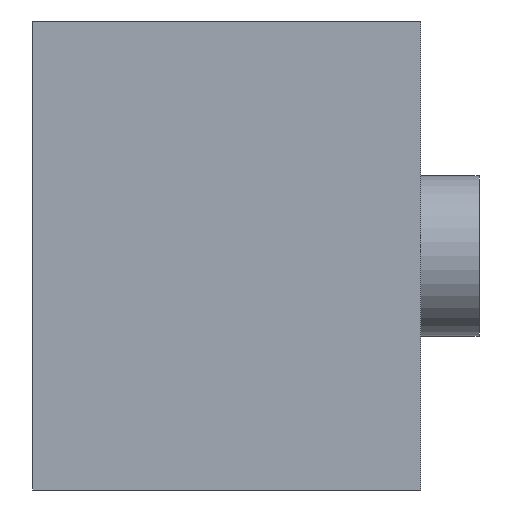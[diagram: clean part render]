
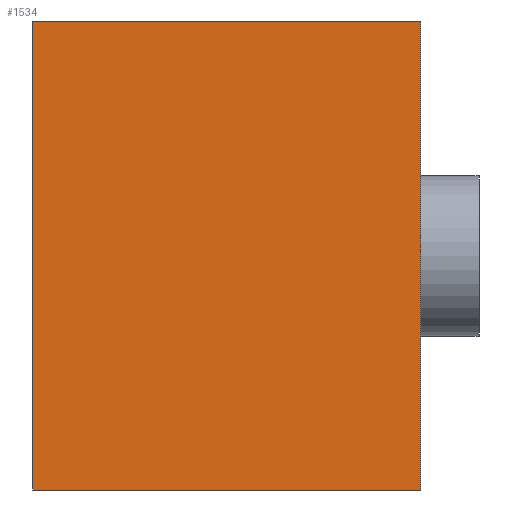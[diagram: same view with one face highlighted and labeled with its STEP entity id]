
A CAD part, left-side view. The second image highlights one B-rep face of the part: STEP entity #1534.
In plain terms, the highlighted planar face has unit normal (-1, 0, 0).
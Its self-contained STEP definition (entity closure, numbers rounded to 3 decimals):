
#18 = DIRECTION ( 'NONE',  ( 0., 0., 1. ) ) ;
#29 = VERTEX_POINT ( 'NONE', #1317 ) ;
#215 = CARTESIAN_POINT ( 'NONE',  ( -245., -265., 160. ) ) ;
#238 = DIRECTION ( 'NONE',  ( 0., 1., 0. ) ) ;
#303 = LINE ( 'NONE', #765, #1597 ) ;
#318 = DIRECTION ( 'NONE',  ( -1., 0., 0. ) ) ;
#331 = CARTESIAN_POINT ( 'NONE',  ( -245., -265., -160. ) ) ;
#340 = VECTOR ( 'NONE', #1233, 1000. ) ;
#347 = ORIENTED_EDGE ( 'NONE', *, *, #576, .F. ) ;
#401 = DIRECTION ( 'NONE',  ( 0., 1., 0. ) ) ;
#429 = EDGE_CURVE ( 'NONE', #1192, #1021, #1161, .T. ) ;
#460 = ORIENTED_EDGE ( 'NONE', *, *, #853, .F. ) ;
#525 = CARTESIAN_POINT ( 'NONE',  ( -245., 0., -160. ) ) ;
#528 = DIRECTION ( 'NONE',  ( 0., 0., 1. ) ) ;
#576 = EDGE_CURVE ( 'NONE', #702, #1021, #846, .T. ) ;
#601 = AXIS2_PLACEMENT_3D ( 'NONE', #796, #318, #528 ) ;
#628 = PLANE ( 'NONE',  #601 ) ;
#702 = VERTEX_POINT ( 'NONE', #525 ) ;
#703 = ORIENTED_EDGE ( 'NONE', *, *, #429, .T. ) ;
#717 = ORIENTED_EDGE ( 'NONE', *, *, #721, .T. ) ;
#721 = EDGE_CURVE ( 'NONE', #29, #1192, #303, .T. ) ;
#729 = FACE_OUTER_BOUND ( 'NONE', #1228, .T. ) ;
#765 = CARTESIAN_POINT ( 'NONE',  ( -245., -265., -160. ) ) ;
#796 = CARTESIAN_POINT ( 'NONE',  ( -245., -265., -160. ) ) ;
#846 = LINE ( 'NONE', #1342, #340 ) ;
#853 = EDGE_CURVE ( 'NONE', #29, #702, #948, .T. ) ;
#948 = LINE ( 'NONE', #331, #1105 ) ;
#984 = VECTOR ( 'NONE', #401, 1000. ) ;
#1021 = VERTEX_POINT ( 'NONE', #1118 ) ;
#1105 = VECTOR ( 'NONE', #238, 1000. ) ;
#1118 = CARTESIAN_POINT ( 'NONE',  ( -245., 0., 160. ) ) ;
#1161 = LINE ( 'NONE', #1177, #984 ) ;
#1177 = CARTESIAN_POINT ( 'NONE',  ( -245., -265., 160. ) ) ;
#1192 = VERTEX_POINT ( 'NONE', #215 ) ;
#1228 = EDGE_LOOP ( 'NONE', ( #347, #460, #717, #703 ) ) ;
#1233 = DIRECTION ( 'NONE',  ( 0., 0., 1. ) ) ;
#1317 = CARTESIAN_POINT ( 'NONE',  ( -245., -265., -160. ) ) ;
#1342 = CARTESIAN_POINT ( 'NONE',  ( -245., 0., -160. ) ) ;
#1534 = ADVANCED_FACE ( 'NONE', ( #729 ), #628, .T. ) ;
#1597 = VECTOR ( 'NONE', #18, 1000. ) ;
